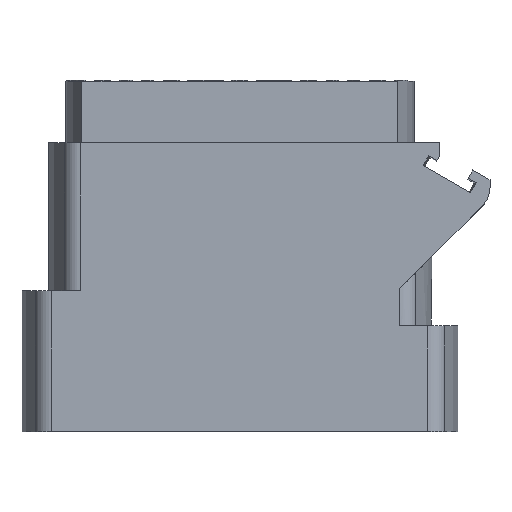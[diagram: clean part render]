
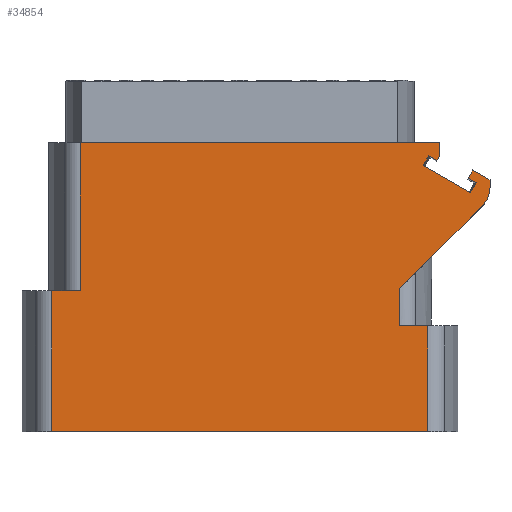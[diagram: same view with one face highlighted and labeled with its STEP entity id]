
A CAD part, top view. The second image highlights one B-rep face of the part: STEP entity #34854.
In plain terms, the highlighted planar face has unit normal (0, 0, 1).
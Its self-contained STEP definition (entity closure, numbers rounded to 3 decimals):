
#6=DIRECTION('',(1.,0.,0.));
#7=VECTOR('',#6,21.35);
#8=CARTESIAN_POINT('',(-10.675,0.,5.));
#9=LINE('',#8,#7);
#132=DIRECTION('',(-1.,0.,0.));
#133=VECTOR('',#132,1.619);
#134=CARTESIAN_POINT('',(10.675,6.,5.));
#135=LINE('',#134,#133);
#171=DIRECTION('',(0.,-1.,0.));
#172=VECTOR('',#171,8.);
#173=CARTESIAN_POINT('',(-10.675,8.,5.));
#174=LINE('',#173,#172);
#175=DIRECTION('',(0.,-1.,0.));
#176=VECTOR('',#175,8.4);
#177=CARTESIAN_POINT('',(-9.056,16.4,5.));
#178=LINE('',#177,#176);
#179=DIRECTION('',(0.,-1.,0.));
#180=VECTOR('',#179,0.696);
#181=CARTESIAN_POINT('',(11.355,16.4,5.));
#182=LINE('',#181,#180);
#183=DIRECTION('',(-0.5,-0.866,0.));
#184=VECTOR('',#183,0.35);
#185=CARTESIAN_POINT('',(11.355,15.704,5.));
#186=LINE('',#185,#184);
#187=DIRECTION('',(0.866,-0.5,0.));
#188=VECTOR('',#187,0.525);
#189=CARTESIAN_POINT('',(10.725,15.663,5.));
#190=LINE('',#189,#188);
#191=DIRECTION('',(0.866,-0.5,0.));
#192=VECTOR('',#191,3.1);
#193=CARTESIAN_POINT('',(10.4,15.1,5.));
#194=LINE('',#193,#192);
#195=DIRECTION('',(0.866,-0.5,0.));
#196=VECTOR('',#195,0.525);
#197=CARTESIAN_POINT('',(12.955,14.375,5.));
#198=LINE('',#197,#196);
#199=DIRECTION('',(0.5,0.866,0.));
#200=VECTOR('',#199,0.55);
#201=CARTESIAN_POINT('',(12.955,14.375,5.));
#202=LINE('',#201,#200);
#203=DIRECTION('',(0.866,-0.5,0.));
#204=VECTOR('',#203,1.12);
#205=CARTESIAN_POINT('',(13.23,14.852,5.));
#206=LINE('',#205,#204);
#207=CARTESIAN_POINT('',(12.7,13.872,5.));
#208=DIRECTION('',(0.,0.,1.));
#209=DIRECTION('',(0.707,-0.707,0.));
#210=AXIS2_PLACEMENT_3D('',#207,#208,#209);
#212=DIRECTION('',(0.,1.,0.));
#213=VECTOR('',#212,2.107);
#214=CARTESIAN_POINT('',(9.056,6.,5.));
#215=LINE('',#214,#213);
#216=DIRECTION('',(0.,1.,0.));
#217=VECTOR('',#216,6.);
#218=CARTESIAN_POINT('',(10.675,0.,5.));
#219=LINE('',#218,#217);
#229=DIRECTION('',(-1.,0.,0.));
#230=VECTOR('',#229,1.619);
#231=CARTESIAN_POINT('',(-9.056,8.,5.));
#232=LINE('',#231,#230);
#276=DIRECTION('',(1.,0.,0.));
#277=VECTOR('',#276,20.411);
#278=CARTESIAN_POINT('',(-9.056,16.4,5.));
#279=LINE('',#278,#277);
#335=DIRECTION('',(0.5,0.866,0.));
#336=VECTOR('',#335,0.65);
#337=CARTESIAN_POINT('',(10.4,15.1,5.));
#338=LINE('',#337,#336);
#383=DIRECTION('',(0.,1.,0.));
#384=VECTOR('',#383,0.419);
#385=CARTESIAN_POINT('',(14.2,13.872,5.));
#386=LINE('',#385,#384);
#419=DIRECTION('',(0.707,0.707,0.));
#420=VECTOR('',#419,6.653);
#421=CARTESIAN_POINT('',(9.056,8.107,5.));
#422=LINE('',#421,#420);
#466=DIRECTION('',(-0.5,-0.866,0.));
#467=VECTOR('',#466,0.65);
#468=CARTESIAN_POINT('',(13.41,14.113,5.));
#469=LINE('',#468,#467);
#29360=CARTESIAN_POINT('',(13.23,14.852,5.));
#29361=CARTESIAN_POINT('',(14.2,14.292,5.));
#29362=VERTEX_POINT('',#29360);
#29363=VERTEX_POINT('',#29361);
#29364=CARTESIAN_POINT('',(11.355,16.4,5.));
#29365=CARTESIAN_POINT('',(11.355,15.704,5.));
#29366=VERTEX_POINT('',#29364);
#29367=VERTEX_POINT('',#29365);
#29376=CARTESIAN_POINT('',(10.4,15.1,5.));
#29378=VERTEX_POINT('',#29376);
#29386=CARTESIAN_POINT('',(13.085,13.55,5.));
#29387=VERTEX_POINT('',#29386);
#29388=CARTESIAN_POINT('',(10.725,15.663,5.));
#29389=CARTESIAN_POINT('',(11.18,15.4,5.));
#29390=VERTEX_POINT('',#29388);
#29391=VERTEX_POINT('',#29389);
#29392=CARTESIAN_POINT('',(12.955,14.375,5.));
#29393=CARTESIAN_POINT('',(13.41,14.113,5.));
#29394=VERTEX_POINT('',#29392);
#29395=VERTEX_POINT('',#29393);
#29412=CARTESIAN_POINT('',(-10.675,0.,5.));
#29414=VERTEX_POINT('',#29412);
#29418=CARTESIAN_POINT('',(-10.675,8.,5.));
#29419=VERTEX_POINT('',#29418);
#29424=CARTESIAN_POINT('',(-9.056,16.4,5.));
#29425=VERTEX_POINT('',#29424);
#29426=CARTESIAN_POINT('',(-9.056,8.,5.));
#29427=VERTEX_POINT('',#29426);
#29432=CARTESIAN_POINT('',(9.056,6.,5.));
#29433=CARTESIAN_POINT('',(9.056,8.107,5.));
#29434=VERTEX_POINT('',#29432);
#29435=VERTEX_POINT('',#29433);
#29436=CARTESIAN_POINT('',(10.675,6.,5.));
#29438=VERTEX_POINT('',#29436);
#29442=CARTESIAN_POINT('',(10.675,0.,5.));
#29443=VERTEX_POINT('',#29442);
#29480=CARTESIAN_POINT('',(13.761,12.812,5.));
#29481=VERTEX_POINT('',#29480);
#29482=CARTESIAN_POINT('',(14.2,13.872,5.));
#29483=VERTEX_POINT('',#29482);
#34812=CARTESIAN_POINT('',(-11.347,0.,5.));
#34813=DIRECTION('',(0.,0.,1.));
#34814=DIRECTION('',(1.,0.,0.));
#34815=AXIS2_PLACEMENT_3D('',#34812,#34813,#34814);
#34816=PLANE('',#34815);
#34817=ORIENTED_EDGE('',*,*,#34642,.F.);
#34819=ORIENTED_EDGE('',*,*,#34818,.F.);
#34821=ORIENTED_EDGE('',*,*,#34820,.F.);
#34823=ORIENTED_EDGE('',*,*,#34822,.T.);
#34825=ORIENTED_EDGE('',*,*,#34824,.T.);
#34827=ORIENTED_EDGE('',*,*,#34826,.T.);
#34829=ORIENTED_EDGE('',*,*,#34828,.F.);
#34831=ORIENTED_EDGE('',*,*,#34830,.F.);
#34833=ORIENTED_EDGE('',*,*,#34832,.T.);
#34835=ORIENTED_EDGE('',*,*,#34834,.F.);
#34837=ORIENTED_EDGE('',*,*,#34836,.F.);
#34839=ORIENTED_EDGE('',*,*,#34838,.T.);
#34841=ORIENTED_EDGE('',*,*,#34840,.T.);
#34843=ORIENTED_EDGE('',*,*,#34842,.F.);
#34845=ORIENTED_EDGE('',*,*,#34844,.F.);
#34847=ORIENTED_EDGE('',*,*,#34846,.F.);
#34848=ORIENTED_EDGE('',*,*,#34805,.F.);
#34849=ORIENTED_EDGE('',*,*,#34776,.F.);
#34850=ORIENTED_EDGE('',*,*,#34758,.F.);
#34851=ORIENTED_EDGE('',*,*,#34615,.F.);
#34852=EDGE_LOOP('',(#34817,#34819,#34821,#34823,#34825,#34827,#34829,#34831,
#34833,#34835,#34837,#34839,#34841,#34843,#34845,#34847,#34848,#34849,#34850,
#34851));
#34853=FACE_OUTER_BOUND('',#34852,.F.);
#34854=ADVANCED_FACE('',(#34853),#34816,.T.);
#211=CIRCLE('',#210,1.5);
#34615=EDGE_CURVE('',#29414,#29443,#9,.T.);
#34642=EDGE_CURVE('',#29419,#29414,#174,.T.);
#34758=EDGE_CURVE('',#29443,#29438,#219,.T.);
#34776=EDGE_CURVE('',#29438,#29434,#135,.T.);
#34805=EDGE_CURVE('',#29434,#29435,#215,.T.);
#34818=EDGE_CURVE('',#29427,#29419,#232,.T.);
#34820=EDGE_CURVE('',#29425,#29427,#178,.T.);
#34822=EDGE_CURVE('',#29425,#29366,#279,.T.);
#34824=EDGE_CURVE('',#29366,#29367,#182,.T.);
#34826=EDGE_CURVE('',#29367,#29391,#186,.T.);
#34828=EDGE_CURVE('',#29390,#29391,#190,.T.);
#34830=EDGE_CURVE('',#29378,#29390,#338,.T.);
#34832=EDGE_CURVE('',#29378,#29387,#194,.T.);
#34834=EDGE_CURVE('',#29395,#29387,#469,.T.);
#34836=EDGE_CURVE('',#29394,#29395,#198,.T.);
#34838=EDGE_CURVE('',#29394,#29362,#202,.T.);
#34840=EDGE_CURVE('',#29362,#29363,#206,.T.);
#34842=EDGE_CURVE('',#29483,#29363,#386,.T.);
#34844=EDGE_CURVE('',#29481,#29483,#211,.T.);
#34846=EDGE_CURVE('',#29435,#29481,#422,.T.);
